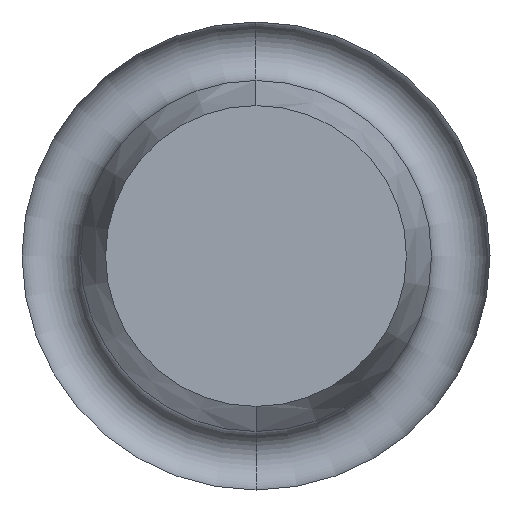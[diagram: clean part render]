
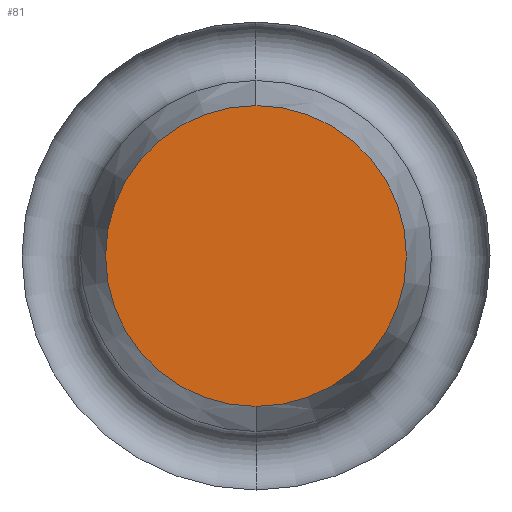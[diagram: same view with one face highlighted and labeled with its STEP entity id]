
A CAD part, front view. The second image highlights one B-rep face of the part: STEP entity #81.
In plain terms, the highlighted planar face has unit normal (0, -1, 0).
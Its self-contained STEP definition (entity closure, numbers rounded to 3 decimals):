
#81 = ADVANCED_FACE( '', ( #103 ), #104, .T. );
#103 = FACE_OUTER_BOUND( '', #134, .T. );
#104 = PLANE( '', #135 );
#134 = EDGE_LOOP( '', ( #195, #196 ) );
#135 = AXIS2_PLACEMENT_3D( '', #197, #198, #199 );
#195 = ORIENTED_EDGE( '', *, *, #272, .F. );
#196 = ORIENTED_EDGE( '', *, *, #274, .F. );
#197 = CARTESIAN_POINT( '', ( 0., -9., -1.286 ) );
#198 = DIRECTION( '', ( 0., -1., 0. ) );
#199 = DIRECTION( '', ( 0., 0., 1. ) );
#272 = EDGE_CURVE( '', #313, #315, #316, .T. );
#274 = EDGE_CURVE( '', #315, #313, #318, .T. );
#313 = VERTEX_POINT( '', #365 );
#315 = VERTEX_POINT( '', #368 );
#316 = CIRCLE( '', #369, 2.571 );
#318 = CIRCLE( '', #372, 2.571 );
#365 = CARTESIAN_POINT( '', ( 0., -9., -2.571 ) );
#368 = CARTESIAN_POINT( '', ( 0., -9., 2.571 ) );
#369 = AXIS2_PLACEMENT_3D( '', #416, #417, #418 );
#372 = AXIS2_PLACEMENT_3D( '', #420, #421, #422 );
#416 = CARTESIAN_POINT( '', ( 0., -9., 0. ) );
#417 = DIRECTION( '', ( 0., 1., 0. ) );
#418 = DIRECTION( '', ( 0., 0., -1. ) );
#420 = CARTESIAN_POINT( '', ( 0., -9., 0. ) );
#421 = DIRECTION( '', ( 0., 1., 0. ) );
#422 = DIRECTION( '', ( 0., 0., -1. ) );
